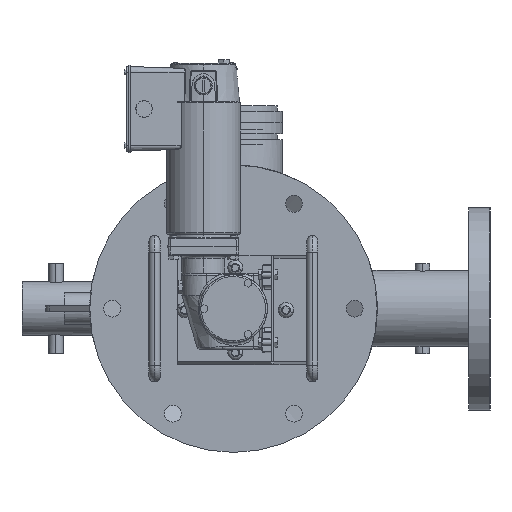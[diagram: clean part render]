
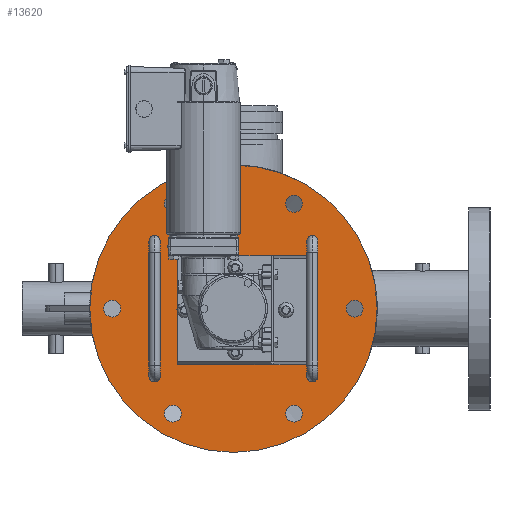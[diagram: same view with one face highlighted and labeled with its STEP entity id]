
A CAD part, left-side view. The second image highlights one B-rep face of the part: STEP entity #13620.
In plain terms, the highlighted planar face has unit normal (-1, 0, 0).
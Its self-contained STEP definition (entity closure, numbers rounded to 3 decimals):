
#38 = CARTESIAN_POINT ( 'NONE',  ( -19.05, 68.263, 118.234 ) ) ;
#252 = EDGE_LOOP ( 'NONE', ( #7129, #18945 ) ) ;
#270 = DIRECTION ( 'NONE',  ( -1., 0., 0. ) ) ;
#303 = CARTESIAN_POINT ( 'NONE',  ( -19.05, -77.788, -118.234 ) ) ;
#387 = CARTESIAN_POINT ( 'NONE',  ( -19.05, -68.263, -118.234 ) ) ;
#426 = AXIS2_PLACEMENT_3D ( 'NONE', #32481, #29624, #18696 ) ;
#449 = CARTESIAN_POINT ( 'NONE',  ( -19.05, 58.737, -118.234 ) ) ;
#514 = DIRECTION ( 'NONE',  ( 0., 0., 1. ) ) ;
#593 = EDGE_CURVE ( 'NONE', #4586, #21345, #12586, .T. ) ;
#1092 = CARTESIAN_POINT ( 'NONE',  ( -19.05, -146.05, 0. ) ) ;
#1556 = CIRCLE ( 'NONE', #17655, 9.525 ) ;
#2056 = AXIS2_PLACEMENT_3D ( 'NONE', #12546, #26604, #29436 ) ;
#3045 = EDGE_CURVE ( 'NONE', #7162, #21692, #10005, .T. ) ;
#3152 = DIRECTION ( 'NONE',  ( -1., 0., 0. ) ) ;
#3193 = EDGE_CURVE ( 'NONE', #21345, #4586, #16127, .T. ) ;
#3511 = EDGE_LOOP ( 'NONE', ( #35712, #29561 ) ) ;
#3722 = CIRCLE ( 'NONE', #23292, 9.525 ) ;
#4179 = AXIS2_PLACEMENT_3D ( 'NONE', #14001, #16809, #27839 ) ;
#4586 = VERTEX_POINT ( 'NONE', #449 ) ;
#4878 = AXIS2_PLACEMENT_3D ( 'NONE', #24675, #13441, #5236 ) ;
#5236 = DIRECTION ( 'NONE',  ( 0., -1., 0. ) ) ;
#5362 = CARTESIAN_POINT ( 'NONE',  ( -19.05, 77.787, -118.234 ) ) ;
#5838 = EDGE_LOOP ( 'NONE', ( #35105, #21008 ) ) ;
#5919 = FACE_OUTER_BOUND ( 'NONE', #9673, .T. ) ;
#5928 = EDGE_CURVE ( 'NONE', #21023, #6297, #24955, .T. ) ;
#6089 = DIRECTION ( 'NONE',  ( 0., -1., 0. ) ) ;
#6092 = CIRCLE ( 'NONE', #426, 9.525 ) ;
#6297 = VERTEX_POINT ( 'NONE', #24396 ) ;
#6633 = CARTESIAN_POINT ( 'NONE',  ( -19.05, 0., 0. ) ) ;
#6870 = ORIENTED_EDGE ( 'NONE', *, *, #593, .F. ) ;
#7089 = DIRECTION ( 'NONE',  ( 0., -1., 0. ) ) ;
#7129 = ORIENTED_EDGE ( 'NONE', *, *, #8026, .F. ) ;
#7162 = VERTEX_POINT ( 'NONE', #1092 ) ;
#7283 = AXIS2_PLACEMENT_3D ( 'NONE', #28858, #9266, #8899 ) ;
#8026 = EDGE_CURVE ( 'NONE', #26079, #25864, #8217, .T. ) ;
#8217 = CIRCLE ( 'NONE', #26297, 9.525 ) ;
#8256 = CARTESIAN_POINT ( 'NONE',  ( -19.05, -127., 0. ) ) ;
#8541 = CARTESIAN_POINT ( 'NONE',  ( -19.05, 0., -161.925 ) ) ;
#8657 = DIRECTION ( 'NONE',  ( 0., -1., 0. ) ) ;
#8661 = DIRECTION ( 'NONE',  ( 0., -1., 0. ) ) ;
#8899 = DIRECTION ( 'NONE',  ( 0., -1., 0. ) ) ;
#9059 = DIRECTION ( 'NONE',  ( 0., -1., 0. ) ) ;
#9266 = DIRECTION ( 'NONE',  ( -1., 0., 0. ) ) ;
#9530 = CARTESIAN_POINT ( 'NONE',  ( -19.05, 68.263, 118.234 ) ) ;
#9673 = EDGE_LOOP ( 'NONE', ( #29995, #15411 ) ) ;
#9830 = EDGE_CURVE ( 'NONE', #28960, #22166, #1556, .T. ) ;
#10005 = CIRCLE ( 'NONE', #22768, 9.525 ) ;
#10295 = EDGE_CURVE ( 'NONE', #11418, #31766, #3722, .T. ) ;
#10397 = EDGE_CURVE ( 'NONE', #22166, #28960, #31337, .T. ) ;
#10470 = DIRECTION ( 'NONE',  ( -1., 0., 0. ) ) ;
#10556 = AXIS2_PLACEMENT_3D ( 'NONE', #9530, #23839, #7089 ) ;
#10747 = FACE_BOUND ( 'NONE', #25006, .T. ) ;
#10869 = CARTESIAN_POINT ( 'NONE',  ( -19.05, -58.738, -118.234 ) ) ;
#11290 = DIRECTION ( 'NONE',  ( -1., 0., 0. ) ) ;
#11400 = AXIS2_PLACEMENT_3D ( 'NONE', #6633, #21175, #26327 ) ;
#11418 = VERTEX_POINT ( 'NONE', #25153 ) ;
#11712 = AXIS2_PLACEMENT_3D ( 'NONE', #15603, #10470, #13042 ) ;
#12259 = PLANE ( 'NONE',  #11400 ) ;
#12335 = ORIENTED_EDGE ( 'NONE', *, *, #3193, .F. ) ;
#12546 = CARTESIAN_POINT ( 'NONE',  ( -19.05, 0., 0. ) ) ;
#12554 = FACE_BOUND ( 'NONE', #24459, .T. ) ;
#12586 = CIRCLE ( 'NONE', #4878, 9.525 ) ;
#13042 = DIRECTION ( 'NONE',  ( 0., -1., 0. ) ) ;
#13441 = DIRECTION ( 'NONE',  ( -1., 0., 0. ) ) ;
#13620 = ADVANCED_FACE ( 'NONE', ( #18190, #27434, #31861, #12554, #10747, #30900, #5919 ), #12259, .F. ) ;
#13829 = EDGE_LOOP ( 'NONE', ( #6870, #12335 ) ) ;
#14001 = CARTESIAN_POINT ( 'NONE',  ( -19.05, -68.262, 118.234 ) ) ;
#14287 = ORIENTED_EDGE ( 'NONE', *, *, #3045, .F. ) ;
#15411 = ORIENTED_EDGE ( 'NONE', *, *, #22566, .T. ) ;
#15603 = CARTESIAN_POINT ( 'NONE',  ( -19.05, -68.262, 118.234 ) ) ;
#15685 = CARTESIAN_POINT ( 'NONE',  ( -19.05, 58.738, 118.234 ) ) ;
#16019 = CARTESIAN_POINT ( 'NONE',  ( -19.05, -136.525, 0. ) ) ;
#16127 = CIRCLE ( 'NONE', #24623, 9.525 ) ;
#16809 = DIRECTION ( 'NONE',  ( -1., 0., 0. ) ) ;
#17209 = DIRECTION ( 'NONE',  ( -1., 0., 0. ) ) ;
#17547 = CIRCLE ( 'NONE', #10556, 9.525 ) ;
#17655 = AXIS2_PLACEMENT_3D ( 'NONE', #387, #270, #9059 ) ;
#18190 = FACE_BOUND ( 'NONE', #3511, .T. ) ;
#18696 = DIRECTION ( 'NONE',  ( 0., -1., 0. ) ) ;
#18945 = ORIENTED_EDGE ( 'NONE', *, *, #35256, .F. ) ;
#19513 = ORIENTED_EDGE ( 'NONE', *, *, #28169, .F. ) ;
#20877 = ORIENTED_EDGE ( 'NONE', *, *, #9830, .F. ) ;
#21008 = ORIENTED_EDGE ( 'NONE', *, *, #5928, .F. ) ;
#21023 = VERTEX_POINT ( 'NONE', #29022 ) ;
#21175 = DIRECTION ( 'NONE',  ( 1., 0., 0. ) ) ;
#21345 = VERTEX_POINT ( 'NONE', #5362 ) ;
#21492 = EDGE_CURVE ( 'NONE', #31766, #11418, #30914, .T. ) ;
#21692 = VERTEX_POINT ( 'NONE', #8256 ) ;
#22166 = VERTEX_POINT ( 'NONE', #10869 ) ;
#22566 = EDGE_CURVE ( 'NONE', #26597, #26187, #25161, .T. ) ;
#22768 = AXIS2_PLACEMENT_3D ( 'NONE', #16019, #24570, #35713 ) ;
#22842 = CARTESIAN_POINT ( 'NONE',  ( -19.05, -68.263, -118.234 ) ) ;
#23292 = AXIS2_PLACEMENT_3D ( 'NONE', #30599, #25170, #8657 ) ;
#23839 = DIRECTION ( 'NONE',  ( -1., 0., 0. ) ) ;
#24255 = CARTESIAN_POINT ( 'NONE',  ( -19.05, 127., 0. ) ) ;
#24396 = CARTESIAN_POINT ( 'NONE',  ( -19.05, -77.787, 118.234 ) ) ;
#24459 = EDGE_LOOP ( 'NONE', ( #14287, #19513 ) ) ;
#24570 = DIRECTION ( 'NONE',  ( -1., 0., 0. ) ) ;
#24623 = AXIS2_PLACEMENT_3D ( 'NONE', #31343, #3152, #8661 ) ;
#24675 = CARTESIAN_POINT ( 'NONE',  ( -19.05, 68.262, -118.234 ) ) ;
#24955 = CIRCLE ( 'NONE', #11712, 9.525 ) ;
#25006 = EDGE_LOOP ( 'NONE', ( #20877, #33306 ) ) ;
#25153 = CARTESIAN_POINT ( 'NONE',  ( -19.05, 146.05, 0. ) ) ;
#25161 = CIRCLE ( 'NONE', #29375, 161.925 ) ;
#25170 = DIRECTION ( 'NONE',  ( -1., 0., 0. ) ) ;
#25864 = VERTEX_POINT ( 'NONE', #31279 ) ;
#26079 = VERTEX_POINT ( 'NONE', #15685 ) ;
#26187 = VERTEX_POINT ( 'NONE', #30143 ) ;
#26297 = AXIS2_PLACEMENT_3D ( 'NONE', #38, #11290, #27701 ) ;
#26327 = DIRECTION ( 'NONE',  ( 0., 0., -1. ) ) ;
#26597 = VERTEX_POINT ( 'NONE', #8541 ) ;
#26604 = DIRECTION ( 'NONE',  ( -1., 0., 0. ) ) ;
#27434 = FACE_BOUND ( 'NONE', #252, .T. ) ;
#27701 = DIRECTION ( 'NONE',  ( 0., -1., 0. ) ) ;
#27839 = DIRECTION ( 'NONE',  ( 0., -1., 0. ) ) ;
#28169 = EDGE_CURVE ( 'NONE', #21692, #7162, #6092, .T. ) ;
#28858 = CARTESIAN_POINT ( 'NONE',  ( -19.05, 136.525, 0. ) ) ;
#28902 = CARTESIAN_POINT ( 'NONE',  ( -19.05, 0., 0. ) ) ;
#28960 = VERTEX_POINT ( 'NONE', #303 ) ;
#29022 = CARTESIAN_POINT ( 'NONE',  ( -19.05, -58.737, 118.234 ) ) ;
#29375 = AXIS2_PLACEMENT_3D ( 'NONE', #28902, #34722, #514 ) ;
#29436 = DIRECTION ( 'NONE',  ( 0., 0., 1. ) ) ;
#29561 = ORIENTED_EDGE ( 'NONE', *, *, #10295, .F. ) ;
#29624 = DIRECTION ( 'NONE',  ( -1., 0., 0. ) ) ;
#29995 = ORIENTED_EDGE ( 'NONE', *, *, #34398, .T. ) ;
#30143 = CARTESIAN_POINT ( 'NONE',  ( -19.05, 0., 161.925 ) ) ;
#30599 = CARTESIAN_POINT ( 'NONE',  ( -19.05, 136.525, 0. ) ) ;
#30825 = AXIS2_PLACEMENT_3D ( 'NONE', #22842, #17209, #6089 ) ;
#30900 = FACE_BOUND ( 'NONE', #13829, .T. ) ;
#30914 = CIRCLE ( 'NONE', #7283, 9.525 ) ;
#31279 = CARTESIAN_POINT ( 'NONE',  ( -19.05, 77.788, 118.234 ) ) ;
#31337 = CIRCLE ( 'NONE', #30825, 9.525 ) ;
#31343 = CARTESIAN_POINT ( 'NONE',  ( -19.05, 68.262, -118.234 ) ) ;
#31766 = VERTEX_POINT ( 'NONE', #24255 ) ;
#31861 = FACE_BOUND ( 'NONE', #5838, .T. ) ;
#32481 = CARTESIAN_POINT ( 'NONE',  ( -19.05, -136.525, 0. ) ) ;
#33306 = ORIENTED_EDGE ( 'NONE', *, *, #10397, .F. ) ;
#33895 = CIRCLE ( 'NONE', #2056, 161.925 ) ;
#34238 = CIRCLE ( 'NONE', #4179, 9.525 ) ;
#34398 = EDGE_CURVE ( 'NONE', #26187, #26597, #33895, .T. ) ;
#34722 = DIRECTION ( 'NONE',  ( -1., 0., 0. ) ) ;
#35105 = ORIENTED_EDGE ( 'NONE', *, *, #35923, .F. ) ;
#35256 = EDGE_CURVE ( 'NONE', #25864, #26079, #17547, .T. ) ;
#35712 = ORIENTED_EDGE ( 'NONE', *, *, #21492, .F. ) ;
#35713 = DIRECTION ( 'NONE',  ( 0., -1., 0. ) ) ;
#35923 = EDGE_CURVE ( 'NONE', #6297, #21023, #34238, .T. ) ;
